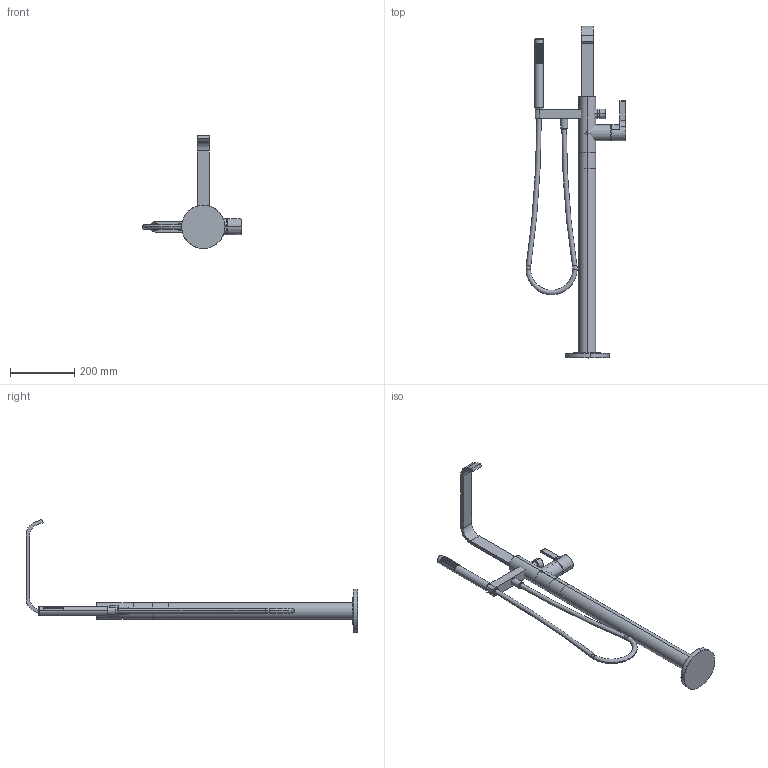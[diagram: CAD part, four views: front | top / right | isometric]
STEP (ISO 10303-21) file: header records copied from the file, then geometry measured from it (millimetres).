
FILE_DESCRIPTION (( 'STEP AP214' ), '1' );
FILE_NAME ('25863671ff_PM.STEP', '2023-11-20T09:43:51', ( '' ), ( '' ), 'SwSTEP 2.0', 'SolidWorks 2023', '' );
FILE_SCHEMA (( 'AUTOMOTIVE_DESIGN' ));
Length unit declared in the file: millimetre
Products named in the file (18): Planungsmodell_Rohr_gerade-+-28.568.780-10_ _K25_50x110; 25863671ff_PM; Planungsmodell_Rohr_gerade-+-28.568.780-10_ _K324_52 x 172; Planungsmodell_Einsatz-+-04.12.11.140.10_02_K1; Planungsmodell_Rohr_gerade-+-28.568.780-10_ _K218_46x46; Planungsmodell_Rohr_gerade-+-28.568.780-10_ _K240_30x18; Planungsmodell_Halter-+-09.17.20.026.94-01_ _K2; Planungsmodell_Rohr_gerade-+-28.568.780-10_ _K323_52 x 622,5; Planungsmodell_Rohr_gerade-+-28.568.780-10_ _K325_50 x 75; Planungsmodell_Schlauch-+-09.30.02.072-01_ _K11_Einbau_25963885; Planungsmodell_Hebel-+-09.20.80.022-01_K1; Planungsmodell_Handbrause-+-04.12.11.140.10_01_K1; Planungsmodell_Rohr_gerade-+-28.568.780-10_ _K239_23,5X10; Planungsmodell_Auslauf-+-33.526.670-03_K4_38x285; Planungsmodell_Rohr_gerade-+-28.568.780-10_ _K141_30x28; Planungsmodell_Rosette-+-09278800590_K1_135x15; Planungsmodell_Koerper-+-04.12.11.140.10_04_K1; Planungsmodell_Einsatz-+-04.12.11.140.10_03_K1
Assembly tree (17 placements, depth 4):
  25863671ff_PM
    Planungsmodell_Rohr_gerade-+-28.568.780-10_ _K323_52 x 622,5
    Planungsmodell_Rohr_gerade-+-28.568.780-10_ _K25_50x110
    Planungsmodell_Rohr_gerade-+-28.568.780-10_ _K324_52 x 172
    Planungsmodell_Rohr_gerade-+-28.568.780-10_ _K325_50 x 75
    Planungsmodell_Rohr_gerade-+-28.568.780-10_ _K218_46x46
    Planungsmodell_Rohr_gerade-+-28.568.780-10_ _K141_30x28
    Planungsmodell_Rohr_gerade-+-28.568.780-10_ _K239_23,5X10
    Planungsmodell_Rohr_gerade-+-28.568.780-10_ _K240_30x18
    Planungsmodell_Halter-+-09.17.20.026.94-01_ _K2
    Planungsmodell_Handbrause-+-04.12.11.140.10_01_K1
      Planungsmodell_Koerper-+-04.12.11.140.10_04_K1
      Planungsmodell_Einsatz-+-04.12.11.140.10_03_K1
        Planungsmodell_Einsatz-+-04.12.11.140.10_02_K1
    Planungsmodell_Schlauch-+-09.30.02.072-01_ _K11_Einbau_25963885
    Planungsmodell_Rosette-+-09278800590_K1_135x15
    Planungsmodell_Auslauf-+-33.526.670-03_K4_38x285
    Planungsmodell_Hebel-+-09.20.80.022-01_K1
Bounding box: 310.69 x 1031.11 x 351.61 mm (x, y, z)
Volume: 3129324.4 mm3; surface area: 394484.6 mm2
Topology: 15 solids, 16 shells, 489 faces, 991 edges, 604 vertices
Faces by surface type: cylinder 178, torus 161, plane 123, cone 14, bspline 10, sphere 3
Entity records: 17563 total; most frequent: CARTESIAN_POINT 6633, DIRECTION 2399, ORIENTED_EDGE 1982, AXIS2_PLACEMENT_3D 1075, EDGE_CURVE 991, VERTEX_POINT 604, CIRCLE 574, EDGE_LOOP 561
